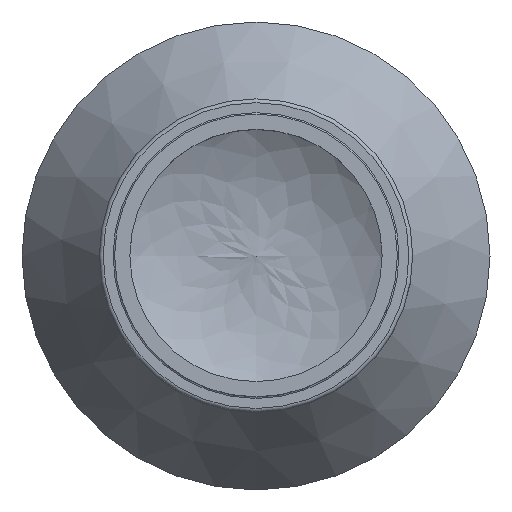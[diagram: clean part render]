
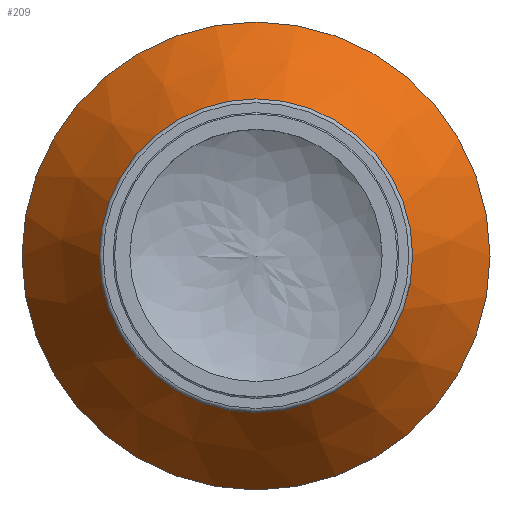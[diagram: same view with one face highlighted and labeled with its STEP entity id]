
A CAD part, top view. The second image highlights one B-rep face of the part: STEP entity #209.
In plain terms, the highlighted conical face has half-angle 35 degrees and reference radius 25.556 mm.
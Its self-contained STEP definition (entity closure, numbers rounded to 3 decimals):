
#17=CONICAL_SURFACE('',#246,25.556,0.611);
#20=LINE('',#372,#26);
#26=VECTOR('',#301,25.556);
#45=FACE_OUTER_BOUND('',#60,.T.);
#60=EDGE_LOOP('',(#161,#162,#163,#164,#165));
#80=CIRCLE('',#245,20.5);
#81=CIRCLE('',#247,30.612);
#82=CIRCLE('',#248,30.612);
#101=VERTEX_POINT('',#365);
#102=VERTEX_POINT('',#369);
#103=VERTEX_POINT('',#370);
#123=EDGE_CURVE('',#101,#101,#80,.T.);
#125=EDGE_CURVE('',#102,#103,#81,.T.);
#126=EDGE_CURVE('',#102,#101,#20,.T.);
#127=EDGE_CURVE('',#103,#102,#82,.T.);
#161=ORIENTED_EDGE('',*,*,#125,.F.);
#162=ORIENTED_EDGE('',*,*,#126,.T.);
#163=ORIENTED_EDGE('',*,*,#123,.T.);
#164=ORIENTED_EDGE('',*,*,#126,.F.);
#165=ORIENTED_EDGE('',*,*,#127,.F.);
#209=ADVANCED_FACE('',(#45),#17,.T.);
#245=AXIS2_PLACEMENT_3D('',#366,#294,#295);
#246=AXIS2_PLACEMENT_3D('',#368,#297,#298);
#247=AXIS2_PLACEMENT_3D('',#371,#299,#300);
#248=AXIS2_PLACEMENT_3D('',#373,#302,#303);
#294=DIRECTION('center_axis',(0.,0.,-1.));
#295=DIRECTION('ref_axis',(1.,0.,0.));
#297=DIRECTION('center_axis',(0.,0.,-1.));
#298=DIRECTION('ref_axis',(0.,1.,0.));
#299=DIRECTION('center_axis',(0.,0.,-1.));
#300=DIRECTION('ref_axis',(1.,0.,0.));
#301=DIRECTION('',(0.,0.574,0.819));
#302=DIRECTION('center_axis',(0.,0.,-1.));
#303=DIRECTION('ref_axis',(1.,0.,0.));
#365=CARTESIAN_POINT('',(0.,-20.5,20.369));
#366=CARTESIAN_POINT('Origin',(0.,0.,20.369));
#368=CARTESIAN_POINT('Origin',(0.,0.,13.148));
#369=CARTESIAN_POINT('',(0.,-30.612,5.927));
#370=CARTESIAN_POINT('',(30.612,0.,5.927));
#371=CARTESIAN_POINT('Origin',(0.,0.,5.927));
#372=CARTESIAN_POINT('',(0.,-25.556,13.148));
#373=CARTESIAN_POINT('Origin',(0.,0.,5.927));
